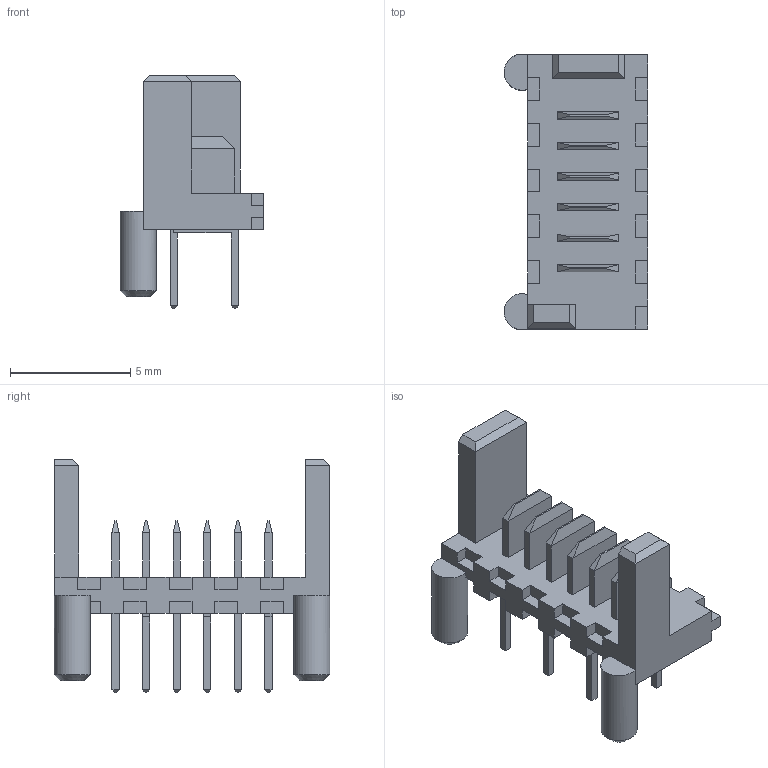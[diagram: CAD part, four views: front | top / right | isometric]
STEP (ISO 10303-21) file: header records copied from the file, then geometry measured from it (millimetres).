
FILE_DESCRIPTION(/* description */ ('model of Molex_Picoflex_90325-0006_2x03_P1.27mm_Vertical'),/* implementation_level */ '2;1');
FILE_NAME(/* name */ 'Molex_Picoflex_90325-0006_2x03_P1.27mm_Vertical.step',/* time_stamp */ '2017-12-05T00:03:57',/* author */ ('Ray Benitez',''),/* organization */ (''),/* preprocessor_version */ '',/* originating_system */ '',/* authorisation */ '');
FILE_SCHEMA(('AUTOMOTIVE_DESIGN { 1 0 10303 214 1 1 1 1 }'));
Length unit declared in the file: millimetre
Products named in the file (1): Molex_90325_0006
Bounding box: 5.98 x 11.45 x 9.7 mm (x, y, z)
Volume: 128.1 mm3; surface area: 373 mm2
Topology: 1 solids, 1 shells, 233 faces, 615 edges, 396 vertices
Faces by surface type: plane 229, cylinder 2, cone 2
Full cylindrical faces by diameter (mm): 1.5 x2
Entity records: 8648 total; most frequent: CARTESIAN_POINT 1245, ORIENTED_EDGE 1230, DIRECTION 1094, EDGE_CURVE 615, LINE 604, VECTOR 604, VERTEX_POINT 396, AXIS2_PLACEMENT_3D 245
